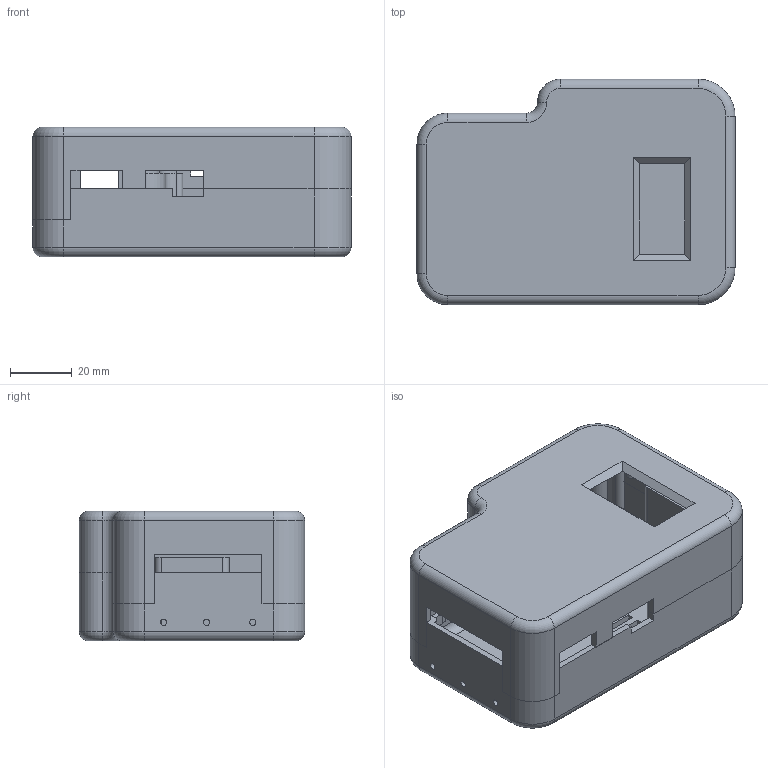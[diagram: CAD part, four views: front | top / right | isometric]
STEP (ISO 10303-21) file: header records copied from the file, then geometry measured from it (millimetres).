
FILE_DESCRIPTION(/* description */ (''),/* implementation_level */ '2;1');
FILE_NAME(/* name */ 'Iguana_Case_Final v3.step',/* time_stamp */ '2023-11-13T18:23:10-03:00',/* author */ (''),/* organization */ (''),/* preprocessor_version */ 'ST-DEVELOPER v20',/* originating_system */ 'Autodesk Translation Framework v12.14.0.127',/* authorisation */ '');
FILE_SCHEMA (('AUTOMOTIVE_DESIGN { 1 0 10303 214 3 1 1 }'));
Length unit declared in the file: millimetre
Products named in the file (1): Iguana_Case_Final
Bounding box: 103 x 73 x 42 mm (x, y, z)
Volume: 59949.3 mm3; surface area: 54653.1 mm2
Topology: 2 solids, 2 shells, 321 faces, 795 edges, 489 vertices
Faces by surface type: plane 162, cylinder 108, torus 47, bspline 4
Full cylindrical faces by diameter (mm): 2 x3, 3 x12, 6 x1
Entity records: 9665 total; most frequent: CARTESIAN_POINT 1820, DIRECTION 1706, ORIENTED_EDGE 1590, EDGE_CURVE 795, AXIS2_PLACEMENT_3D 607, LINE 492, VECTOR 492, VERTEX_POINT 489
